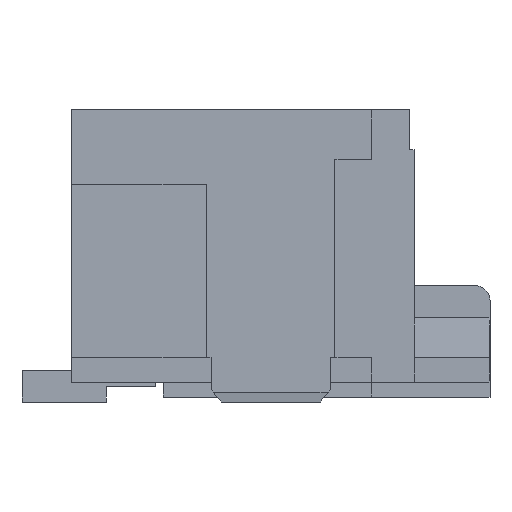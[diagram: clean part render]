
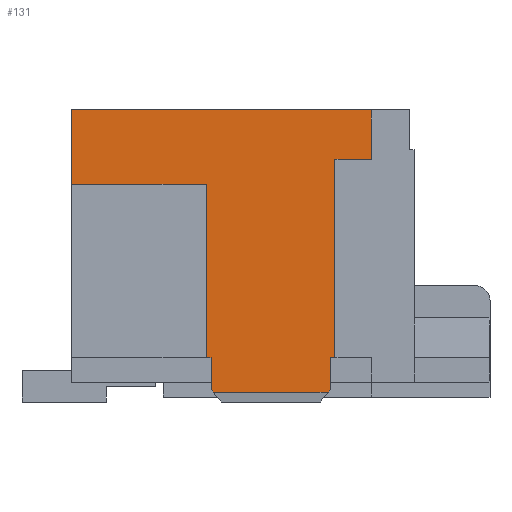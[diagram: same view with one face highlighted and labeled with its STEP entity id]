
A CAD part, left-side view. The second image highlights one B-rep face of the part: STEP entity #131.
In plain terms, the highlighted planar face has unit normal (-1, 0, 0).
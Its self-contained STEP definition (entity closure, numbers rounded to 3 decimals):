
#131=ADVANCED_FACE('',(#452),#300,.F.);
#300=PLANE('',#3332);
#452=FACE_OUTER_BOUND('',#624,.T.);
#624=EDGE_LOOP('',(#1129,#1130,#1131,#1132,#1133,#1134,#1135,#1136,#1137,
#1138,#1139,#1140,#1141,#1142));
#1129=ORIENTED_EDGE('',*,*,#2225,.F.);
#1130=ORIENTED_EDGE('',*,*,#2226,.T.);
#1131=ORIENTED_EDGE('',*,*,#2227,.T.);
#1132=ORIENTED_EDGE('',*,*,#2228,.T.);
#1133=ORIENTED_EDGE('',*,*,#2229,.F.);
#1134=ORIENTED_EDGE('',*,*,#2216,.F.);
#1135=ORIENTED_EDGE('',*,*,#2224,.F.);
#1136=ORIENTED_EDGE('',*,*,#2222,.F.);
#1137=ORIENTED_EDGE('',*,*,#2220,.F.);
#1138=ORIENTED_EDGE('',*,*,#1967,.F.);
#1139=ORIENTED_EDGE('',*,*,#2000,.F.);
#1140=ORIENTED_EDGE('',*,*,#2219,.F.);
#1141=ORIENTED_EDGE('',*,*,#2217,.F.);
#1142=ORIENTED_EDGE('',*,*,#2212,.F.);
#1674=VERTEX_POINT('',#4329);
#1675=VERTEX_POINT('',#4331);
#1705=VERTEX_POINT('',#4395);
#1866=VERTEX_POINT('',#4810);
#1868=VERTEX_POINT('',#4814);
#1869=VERTEX_POINT('',#4816);
#1870=VERTEX_POINT('',#4820);
#1871=VERTEX_POINT('',#4824);
#1872=VERTEX_POINT('',#4830);
#1873=VERTEX_POINT('',#4834);
#1874=VERTEX_POINT('',#4840);
#1875=VERTEX_POINT('',#4842);
#1876=VERTEX_POINT('',#4844);
#1877=VERTEX_POINT('',#4846);
#1967=EDGE_CURVE('',#1674,#1675,#2423,.T.);
#2000=EDGE_CURVE('',#1705,#1674,#2454,.T.);
#2212=EDGE_CURVE('',#1868,#1869,#2658,.T.);
#2216=EDGE_CURVE('',#1870,#1866,#2662,.T.);
#2217=EDGE_CURVE('',#1869,#1871,#2663,.T.);
#2219=EDGE_CURVE('',#1871,#1705,#2665,.T.);
#2220=EDGE_CURVE('',#1675,#1872,#2666,.T.);
#2222=EDGE_CURVE('',#1872,#1873,#2668,.T.);
#2224=EDGE_CURVE('',#1873,#1870,#2670,.T.);
#2225=EDGE_CURVE('',#1874,#1868,#2671,.T.);
#2226=EDGE_CURVE('',#1874,#1875,#2672,.T.);
#2227=EDGE_CURVE('',#1875,#1876,#2673,.T.);
#2228=EDGE_CURVE('',#1876,#1877,#2674,.T.);
#2229=EDGE_CURVE('',#1866,#1877,#2675,.T.);
#2423=LINE('',#4330,#2857);
#2454=LINE('',#4396,#2888);
#2658=LINE('',#4815,#3092);
#2662=LINE('',#4821,#3096);
#2663=LINE('',#4823,#3097);
#2665=LINE('',#4827,#3099);
#2666=LINE('',#4829,#3100);
#2668=LINE('',#4833,#3102);
#2670=LINE('',#4837,#3104);
#2671=LINE('',#4839,#3105);
#2672=LINE('',#4841,#3106);
#2673=LINE('',#4843,#3107);
#2674=LINE('',#4845,#3108);
#2675=LINE('',#4847,#3109);
#2857=VECTOR('',#3491,1.);
#2888=VECTOR('',#3530,1.);
#3092=VECTOR('',#3838,1.);
#3096=VECTOR('',#3842,1.);
#3097=VECTOR('',#3845,1.);
#3099=VECTOR('',#3849,1.);
#3100=VECTOR('',#3852,1.);
#3102=VECTOR('',#3856,1.);
#3104=VECTOR('',#3860,1.);
#3105=VECTOR('',#3863,1.);
#3106=VECTOR('',#3864,1.);
#3107=VECTOR('',#3865,1.);
#3108=VECTOR('',#3866,1.);
#3109=VECTOR('',#3867,1.);
#3332=AXIS2_PLACEMENT_3D('',#4848,#3868,#3869);
#3491=DIRECTION('',(0.,-1.,0.));
#3530=DIRECTION('',(0.,0.,1.));
#3838=DIRECTION('',(0.,1.,0.));
#3842=DIRECTION('',(0.,1.,0.));
#3845=DIRECTION('',(0.,0.,1.));
#3849=DIRECTION('',(0.,1.,0.));
#3852=DIRECTION('',(0.,0.,-1.));
#3856=DIRECTION('',(0.,1.,0.));
#3860=DIRECTION('',(0.,0.,-1.));
#3863=DIRECTION('',(0.,0.,1.));
#3864=DIRECTION('',(0.,-0.625,-0.781));
#3865=DIRECTION('',(0.,-1.,0.));
#3866=DIRECTION('',(0.,-0.625,0.781));
#3867=DIRECTION('',(0.,0.,-1.));
#3868=DIRECTION('',(1.,0.,0.));
#3869=DIRECTION('',(0.,0.,-1.));
#4329=CARTESIAN_POINT('',(-3.415,10.9,6.55));
#4330=CARTESIAN_POINT('',(-3.415,10.9,6.55));
#4331=CARTESIAN_POINT('',(-3.415,4.85,6.55));
#4395=CARTESIAN_POINT('',(-3.415,10.9,5.05));
#4396=CARTESIAN_POINT('',(-3.415,10.9,5.05));
#4810=CARTESIAN_POINT('',(-3.415,5.68,1.55));
#4814=CARTESIAN_POINT('',(-3.415,8.08,1.55));
#4815=CARTESIAN_POINT('',(-3.415,0.,1.55));
#4816=CARTESIAN_POINT('',(-3.415,8.18,1.55));
#4820=CARTESIAN_POINT('',(-3.415,5.58,1.55));
#4821=CARTESIAN_POINT('',(-3.415,0.,1.55));
#4823=CARTESIAN_POINT('',(-3.415,8.18,1.55));
#4824=CARTESIAN_POINT('',(-3.415,8.18,5.05));
#4827=CARTESIAN_POINT('',(-3.415,8.18,5.05));
#4829=CARTESIAN_POINT('',(-3.415,4.85,6.55));
#4830=CARTESIAN_POINT('',(-3.415,4.85,5.55));
#4833=CARTESIAN_POINT('',(-3.415,4.85,5.55));
#4834=CARTESIAN_POINT('',(-3.415,5.58,5.55));
#4837=CARTESIAN_POINT('',(-3.415,5.58,5.55));
#4839=CARTESIAN_POINT('',(-3.415,8.08,0.65));
#4840=CARTESIAN_POINT('',(-3.415,8.08,0.9));
#4841=CARTESIAN_POINT('',(-3.415,8.08,0.9));
#4842=CARTESIAN_POINT('',(-3.415,8.04,0.85));
#4843=CARTESIAN_POINT('',(-3.415,0.,0.85));
#4844=CARTESIAN_POINT('',(-3.415,5.72,0.85));
#4845=CARTESIAN_POINT('',(-3.415,5.88,0.65));
#4846=CARTESIAN_POINT('',(-3.415,5.68,0.9));
#4847=CARTESIAN_POINT('',(-3.415,5.68,1.55));
#4848=CARTESIAN_POINT('',(-3.415,0.,0.));
